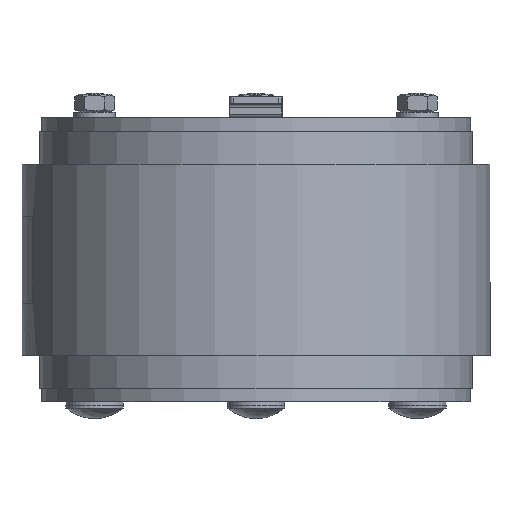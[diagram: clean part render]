
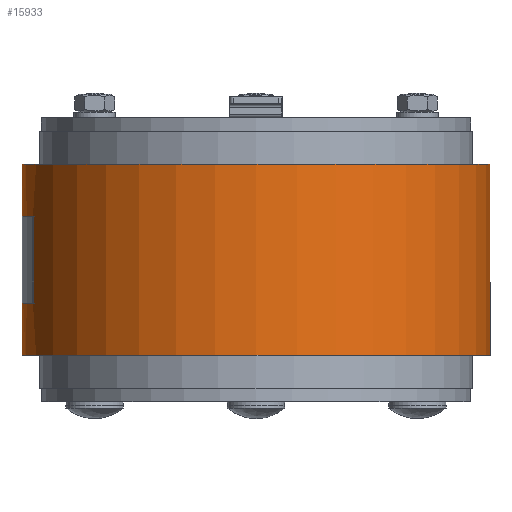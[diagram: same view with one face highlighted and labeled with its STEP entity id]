
A CAD part, front view. The second image highlights one B-rep face of the part: STEP entity #15933.
In plain terms, the highlighted cylindrical face has radius 67.5 mm (diameter 135 mm), a partial arc.
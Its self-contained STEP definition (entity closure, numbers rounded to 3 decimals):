
#1970=LINE('',#26694,#3696);
#1977=LINE('',#26711,#3703);
#1987=LINE('',#26730,#3713);
#1996=LINE('',#26753,#3722);
#2003=LINE('',#26777,#3729);
#2004=LINE('',#26779,#3730);
#3696=VECTOR('',#20311,25.);
#3703=VECTOR('',#20328,15.);
#3713=VECTOR('',#20348,15.);
#3722=VECTOR('',#20371,25.);
#3729=VECTOR('',#20398,15.);
#3730=VECTOR('',#20401,15.);
#5771=FACE_OUTER_BOUND('',#6714,.T.);
#6714=EDGE_LOOP('',(#14885,#14886,#14887,#14888,#14889,#14890,#14891,#14892,
#14893,#14894,#14895,#14896,#14897,#14898));
#6898=CIRCLE('',#16827,67.5);
#6900=CIRCLE('',#16830,67.5);
#6902=CIRCLE('',#16833,67.5);
#6904=CIRCLE('',#16837,67.5);
#6906=CIRCLE('',#16850,67.5);
#6908=CIRCLE('',#16854,67.5);
#6911=CIRCLE('',#16858,67.5);
#6912=CIRCLE('',#16860,67.5);
#8336=VERTEX_POINT('',#26666);
#8337=VERTEX_POINT('',#26667);
#8340=VERTEX_POINT('',#26675);
#8341=VERTEX_POINT('',#26676);
#8344=VERTEX_POINT('',#26684);
#8345=VERTEX_POINT('',#26685);
#8348=VERTEX_POINT('',#26693);
#8350=VERTEX_POINT('',#26699);
#8360=VERTEX_POINT('',#26743);
#8361=VERTEX_POINT('',#26744);
#8364=VERTEX_POINT('',#26752);
#8366=VERTEX_POINT('',#26758);
#8369=VERTEX_POINT('',#26766);
#8370=VERTEX_POINT('',#26770);
#10501=EDGE_CURVE('',#8336,#8337,#6898,.T.);
#10505=EDGE_CURVE('',#8340,#8341,#6900,.T.);
#10509=EDGE_CURVE('',#8344,#8345,#6902,.T.);
#10513=EDGE_CURVE('',#8345,#8348,#1970,.T.);
#10516=EDGE_CURVE('',#8348,#8350,#6904,.T.);
#10522=EDGE_CURVE('',#8336,#8350,#1977,.T.);
#10532=EDGE_CURVE('',#8344,#8341,#1987,.T.);
#10539=EDGE_CURVE('',#8360,#8361,#6906,.T.);
#10543=EDGE_CURVE('',#8364,#8360,#1996,.T.);
#10546=EDGE_CURVE('',#8366,#8364,#6908,.T.);
#10551=EDGE_CURVE('',#8369,#8337,#6911,.T.);
#10552=EDGE_CURVE('',#8340,#8370,#6912,.T.);
#10556=EDGE_CURVE('',#8370,#8366,#2003,.T.);
#10557=EDGE_CURVE('',#8361,#8369,#2004,.T.);
#14885=ORIENTED_EDGE('',*,*,#10551,.F.);
#14886=ORIENTED_EDGE('',*,*,#10557,.F.);
#14887=ORIENTED_EDGE('',*,*,#10539,.F.);
#14888=ORIENTED_EDGE('',*,*,#10543,.F.);
#14889=ORIENTED_EDGE('',*,*,#10546,.F.);
#14890=ORIENTED_EDGE('',*,*,#10556,.F.);
#14891=ORIENTED_EDGE('',*,*,#10552,.F.);
#14892=ORIENTED_EDGE('',*,*,#10505,.T.);
#14893=ORIENTED_EDGE('',*,*,#10532,.F.);
#14894=ORIENTED_EDGE('',*,*,#10509,.T.);
#14895=ORIENTED_EDGE('',*,*,#10513,.T.);
#14896=ORIENTED_EDGE('',*,*,#10516,.T.);
#14897=ORIENTED_EDGE('',*,*,#10522,.F.);
#14898=ORIENTED_EDGE('',*,*,#10501,.T.);
#15091=CYLINDRICAL_SURFACE('',#16864,67.5);
#15933=ADVANCED_FACE('',(#5771),#15091,.T.);
#16827=AXIS2_PLACEMENT_3D('',#26668,#20287,#20288);
#16830=AXIS2_PLACEMENT_3D('',#26677,#20295,#20296);
#16833=AXIS2_PLACEMENT_3D('',#26686,#20303,#20304);
#16837=AXIS2_PLACEMENT_3D('',#26700,#20316,#20317);
#16850=AXIS2_PLACEMENT_3D('',#26745,#20363,#20364);
#16854=AXIS2_PLACEMENT_3D('',#26759,#20376,#20377);
#16858=AXIS2_PLACEMENT_3D('',#26768,#20386,#20387);
#16860=AXIS2_PLACEMENT_3D('',#26771,#20390,#20391);
#16864=AXIS2_PLACEMENT_3D('',#26781,#20403,#20404);
#20287=DIRECTION('center_axis',(0.,1.,0.));
#20288=DIRECTION('ref_axis',(0.,0.,1.));
#20295=DIRECTION('center_axis',(0.,-1.,0.));
#20296=DIRECTION('ref_axis',(0.,0.,1.));
#20303=DIRECTION('center_axis',(0.,1.,0.));
#20304=DIRECTION('ref_axis',(0.,0.,1.));
#20311=DIRECTION('',(0.,-1.,0.));
#20316=DIRECTION('center_axis',(0.,-1.,0.));
#20317=DIRECTION('ref_axis',(0.,0.,1.));
#20328=DIRECTION('',(0.,1.,0.));
#20348=DIRECTION('',(0.,1.,0.));
#20363=DIRECTION('center_axis',(0.,-1.,0.));
#20364=DIRECTION('ref_axis',(-0.315,0.,-0.949));
#20371=DIRECTION('',(0.,-1.,0.));
#20376=DIRECTION('center_axis',(0.,1.,0.));
#20377=DIRECTION('ref_axis',(0.,0.,-1.));
#20386=DIRECTION('center_axis',(0.,-1.,0.));
#20387=DIRECTION('ref_axis',(0.,0.,-1.));
#20390=DIRECTION('center_axis',(0.,1.,0.));
#20391=DIRECTION('ref_axis',(0.,0.,-1.));
#20398=DIRECTION('',(0.,-1.,0.));
#20401=DIRECTION('',(0.,-1.,0.));
#20403=DIRECTION('center_axis',(0.,1.,0.));
#20404=DIRECTION('ref_axis',(0.,0.,-1.));
#26666=CARTESIAN_POINT('',(-102.094,-27.5,5.));
#26667=CARTESIAN_POINT('',(-102.094,-27.5,-130.));
#26668=CARTESIAN_POINT('Origin',(-102.094,-27.5,-62.5));
#26675=CARTESIAN_POINT('',(-102.094,27.5,-130.));
#26676=CARTESIAN_POINT('',(-102.094,27.5,5.));
#26677=CARTESIAN_POINT('Origin',(-102.094,27.5,-62.5));
#26684=CARTESIAN_POINT('',(-102.094,12.5,5.));
#26685=CARTESIAN_POINT('',(-81.657,12.5,1.832));
#26686=CARTESIAN_POINT('Origin',(-102.094,12.5,-62.5));
#26693=CARTESIAN_POINT('',(-81.657,-12.5,1.832));
#26694=CARTESIAN_POINT('',(-81.657,0.,1.832));
#26699=CARTESIAN_POINT('',(-102.094,-12.5,5.));
#26700=CARTESIAN_POINT('Origin',(-102.094,-12.5,-62.5));
#26711=CARTESIAN_POINT('',(-102.094,-13.75,5.));
#26730=CARTESIAN_POINT('',(-102.094,6.25,5.));
#26743=CARTESIAN_POINT('',(-123.335,-12.5,-126.571));
#26744=CARTESIAN_POINT('',(-102.102,-12.5,-130.));
#26745=CARTESIAN_POINT('Origin',(-102.094,-12.5,-62.5));
#26752=CARTESIAN_POINT('',(-123.335,12.5,-126.571));
#26753=CARTESIAN_POINT('',(-123.335,-12.5,-126.571));
#26758=CARTESIAN_POINT('',(-102.102,12.5,-130.));
#26759=CARTESIAN_POINT('Origin',(-102.094,12.5,-62.5));
#26766=CARTESIAN_POINT('',(-102.102,-27.5,-130.));
#26768=CARTESIAN_POINT('Origin',(-102.094,-27.5,-62.5));
#26770=CARTESIAN_POINT('',(-102.102,27.5,-130.));
#26771=CARTESIAN_POINT('Origin',(-102.094,27.5,-62.5));
#26777=CARTESIAN_POINT('',(-102.102,-27.5,-130.));
#26779=CARTESIAN_POINT('',(-102.102,-27.5,-130.));
#26781=CARTESIAN_POINT('Origin',(-102.094,0.,
-62.5));
